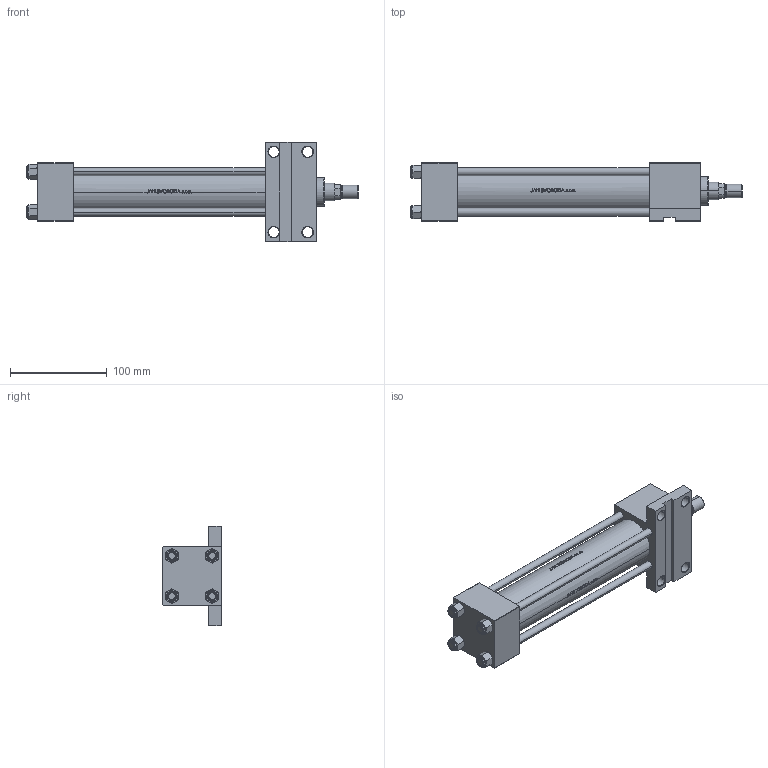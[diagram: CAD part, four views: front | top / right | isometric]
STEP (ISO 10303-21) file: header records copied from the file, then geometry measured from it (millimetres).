
FILE_DESCRIPTION (( 'STEP AP203' ), '1' );
FILE_NAME ('5632.STEP', '2023-01-17T18:54:06', ( '' ), ( '' ), 'SwSTEP 2.0', 'SolidWorks 2019', '' );
FILE_SCHEMA (( 'CONFIG_CONTROL_DESIGN' ));
Products named in the file (7): V215CR_F_Body 2f587025ef9ed40c900b68a3ae286278; V215CR_VCP_F 2f587025ef9ed40c900b68a3ae286278; 5632; ROD_END_AH 2f587025ef9ed40c900b68a3ae286278; V215_VC_A 2f587025ef9ed40c900b68a3ae286278; V215CR_F_TYCINKA 2f587025ef9ed40c900b68a3ae286278; NUT_M5_F 2f587025ef9ed40c900b68a3ae286278
Assembly tree (12 placements, depth 2):
  5632
    V215CR_F_Body 2f587025ef9ed40c900b68a3ae286278
    V215CR_VCP_F 2f587025ef9ed40c900b68a3ae286278
    V215CR_F_TYCINKA 2f587025ef9ed40c900b68a3ae286278  x4
    NUT_M5_F 2f587025ef9ed40c900b68a3ae286278  x4
    V215_VC_A 2f587025ef9ed40c900b68a3ae286278
    ROD_END_AH 2f587025ef9ed40c900b68a3ae286278
Bounding box: 343 x 60 x 103 mm (x, y, z)
Volume: 546379.7 mm3; surface area: 172747.1 mm2
Topology: 12 solids, 12 shells, 1141 faces, 2897 edges, 1872 vertices
Faces by surface type: plane 444, bspline 380, cone 156, cylinder 151, torus 10
Entity records: 49273 total; most frequent: CARTESIAN_POINT 26255, ORIENTED_EDGE 5286, DIRECTION 3320, EDGE_CURVE 2643, VERTEX_POINT 1728, VECTOR 1334, LINE 1334, EDGE_LOOP 1133
